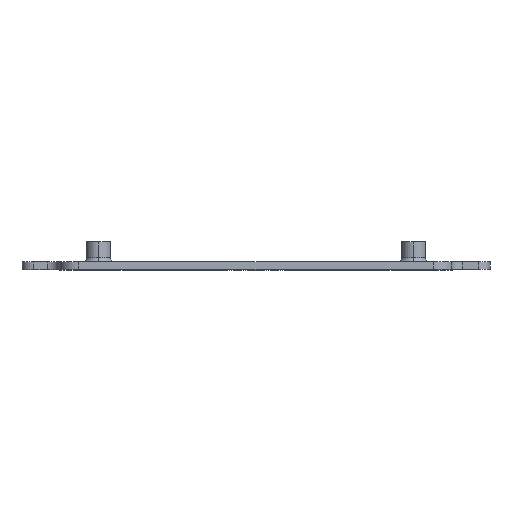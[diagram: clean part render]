
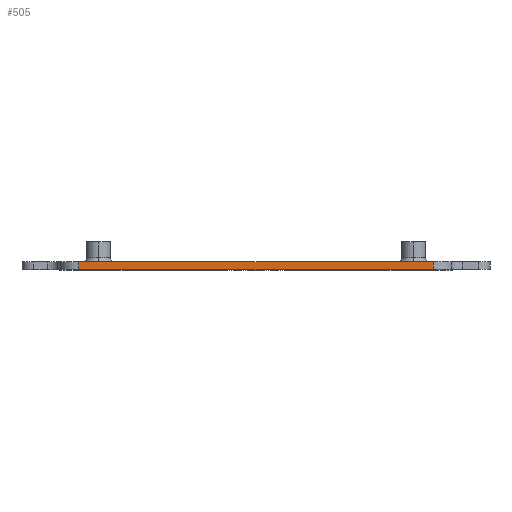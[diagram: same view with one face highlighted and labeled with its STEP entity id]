
A CAD part, top view. The second image highlights one B-rep face of the part: STEP entity #505.
In plain terms, the highlighted planar face has unit normal (0, 0, 1).
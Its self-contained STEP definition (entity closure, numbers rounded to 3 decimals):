
#54 = VECTOR ( 'NONE', #1103, 1000. ) ;
#90 = EDGE_CURVE ( 'NONE', #1425, #1415, #1214, .T. ) ;
#123 = LINE ( 'NONE', #904, #2270 ) ;
#258 = VECTOR ( 'NONE', #1691, 1000. ) ;
#400 = CARTESIAN_POINT ( 'NONE',  ( -5., 2., 90. ) ) ;
#424 = CARTESIAN_POINT ( 'NONE',  ( 85., 2., 90. ) ) ;
#474 = EDGE_CURVE ( 'NONE', #574, #1425, #2070, .T. ) ;
#497 = ORIENTED_EDGE ( 'NONE', *, *, #865, .F. ) ;
#505 = ADVANCED_FACE ( 'NONE', ( #2395 ), #1465, .F. ) ;
#530 = ORIENTED_EDGE ( 'NONE', *, *, #474, .T. ) ;
#574 = VERTEX_POINT ( 'NONE', #1378 ) ;
#585 = LINE ( 'NONE', #964, #258 ) ;
#686 = EDGE_CURVE ( 'NONE', #1687, #574, #123, .T. ) ;
#721 = DIRECTION ( 'NONE',  ( 0., -1., 0. ) ) ;
#743 = DIRECTION ( 'NONE',  ( 0., 0., -1. ) ) ;
#754 = VECTOR ( 'NONE', #1083, 1000. ) ;
#822 = CARTESIAN_POINT ( 'NONE',  ( 85., 0., 90. ) ) ;
#865 = EDGE_CURVE ( 'NONE', #1687, #1415, #585, .T. ) ;
#904 = CARTESIAN_POINT ( 'NONE',  ( -5., 2., 90. ) ) ;
#907 = AXIS2_PLACEMENT_3D ( 'NONE', #2217, #743, #1476 ) ;
#964 = CARTESIAN_POINT ( 'NONE',  ( -10., 2., 90. ) ) ;
#1083 = DIRECTION ( 'NONE',  ( 0., 1., 0. ) ) ;
#1103 = DIRECTION ( 'NONE',  ( 1., 0., 0. ) ) ;
#1214 = LINE ( 'NONE', #1624, #754 ) ;
#1378 = CARTESIAN_POINT ( 'NONE',  ( -5., 0., 90. ) ) ;
#1415 = VERTEX_POINT ( 'NONE', #424 ) ;
#1425 = VERTEX_POINT ( 'NONE', #822 ) ;
#1465 = PLANE ( 'NONE',  #907 ) ;
#1476 = DIRECTION ( 'NONE',  ( -1., 0., 0. ) ) ;
#1624 = CARTESIAN_POINT ( 'NONE',  ( 85., 2., 90. ) ) ;
#1687 = VERTEX_POINT ( 'NONE', #400 ) ;
#1691 = DIRECTION ( 'NONE',  ( 1., 0., 0. ) ) ;
#1778 = EDGE_LOOP ( 'NONE', ( #530, #2211, #497, #2258 ) ) ;
#1897 = CARTESIAN_POINT ( 'NONE',  ( -10., 0., 90. ) ) ;
#2070 = LINE ( 'NONE', #1897, #54 ) ;
#2211 = ORIENTED_EDGE ( 'NONE', *, *, #90, .T. ) ;
#2217 = CARTESIAN_POINT ( 'NONE',  ( -10., 2., 90. ) ) ;
#2258 = ORIENTED_EDGE ( 'NONE', *, *, #686, .T. ) ;
#2270 = VECTOR ( 'NONE', #721, 1000. ) ;
#2395 = FACE_OUTER_BOUND ( 'NONE', #1778, .T. ) ;
